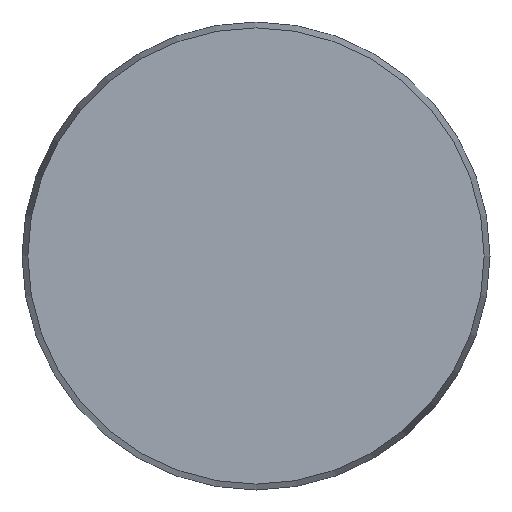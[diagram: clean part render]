
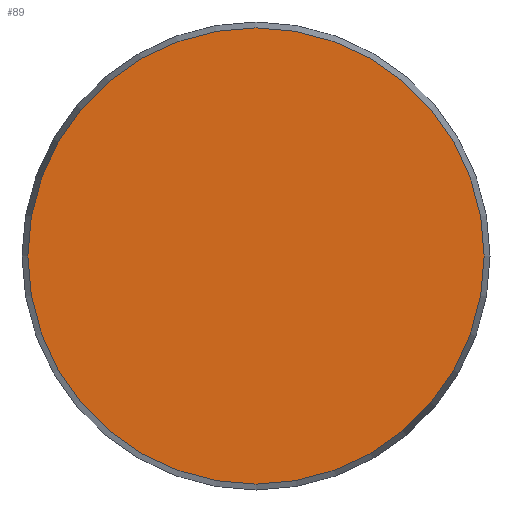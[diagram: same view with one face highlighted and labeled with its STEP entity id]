
A CAD part, front view. The second image highlights one B-rep face of the part: STEP entity #89.
In plain terms, the highlighted planar face has unit normal (0, -1, 0).
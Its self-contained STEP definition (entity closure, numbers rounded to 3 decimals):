
#89 = ADVANCED_FACE( '', ( #200 ), #201, .F. );
#200 = FACE_OUTER_BOUND( '', #339, .T. );
#201 = PLANE( '', #340 );
#339 = EDGE_LOOP( '', ( #589 ) );
#340 = AXIS2_PLACEMENT_3D( '', #590, #591, #592 );
#589 = ORIENTED_EDGE( '', *, *, #826, .T. );
#590 = CARTESIAN_POINT( '', ( 58.5, 0., 0. ) );
#591 = DIRECTION( '', ( 0., 1., 0. ) );
#592 = DIRECTION( '', ( 0., 0., 1. ) );
#826 = EDGE_CURVE( '', #959, #959, #960, .T. );
#959 = VERTEX_POINT( '', #1186 );
#960 = CIRCLE( '', #1187, 58.5 );
#1186 = CARTESIAN_POINT( '', ( 0., 0., -58.5 ) );
#1187 = AXIS2_PLACEMENT_3D( '', #1429, #1430, #1431 );
#1429 = CARTESIAN_POINT( '', ( 0., 0., 0. ) );
#1430 = DIRECTION( '', ( 0., -1., 0. ) );
#1431 = DIRECTION( '', ( 0., 0., -1. ) );
